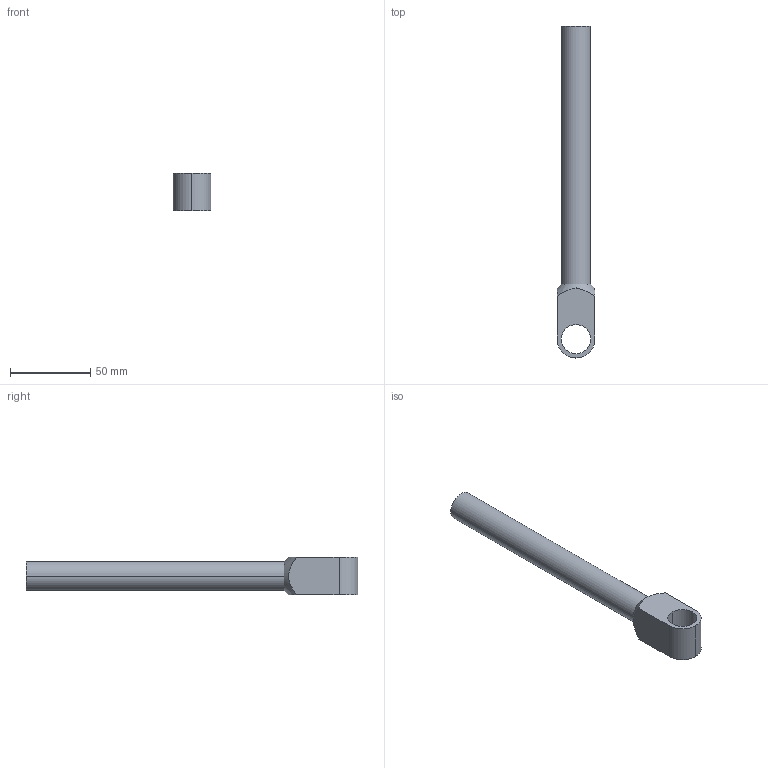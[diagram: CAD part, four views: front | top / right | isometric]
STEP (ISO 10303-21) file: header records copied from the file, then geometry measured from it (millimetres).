
FILE_DESCRIPTION(('STEP AP214'),'1');
FILE_NAME('cctmp_B4CF8600-D720-46AB-8A39-59C4F2B9D11D_2020_1_16_6_43_33_317..stp','2020-01-16T05:43:33',('Bosch Rexroth AG'),('CADClick - www.CADClick.com'),'Spatial InterOp 3D',' ','unknown authorization - (Healing Option Enabled)');
FILE_SCHEMA(('AUTOMOTIVE_DESIGN'));
Length unit declared in the file: millimetre
Products named in the file (1): 2020_01_16__06-43-33-317
Bounding box: 23.5 x 206.75 x 23.5 mm (x, y, z)
Volume: 58044.7 mm3; surface area: 14688.1 mm2
Topology: 1 solids, 1 shells, 13 faces, 33 edges, 22 vertices
Faces by surface type: cylinder 6, plane 5, cone 2
Entity records: 527 total; most frequent: CARTESIAN_POINT 81, DIRECTION 69, ORIENTED_EDGE 66, EDGE_CURVE 33, AXIS2_PLACEMENT_3D 28, VERTEX_POINT 22, EDGE_LOOP 15, STYLED_ITEM 14
